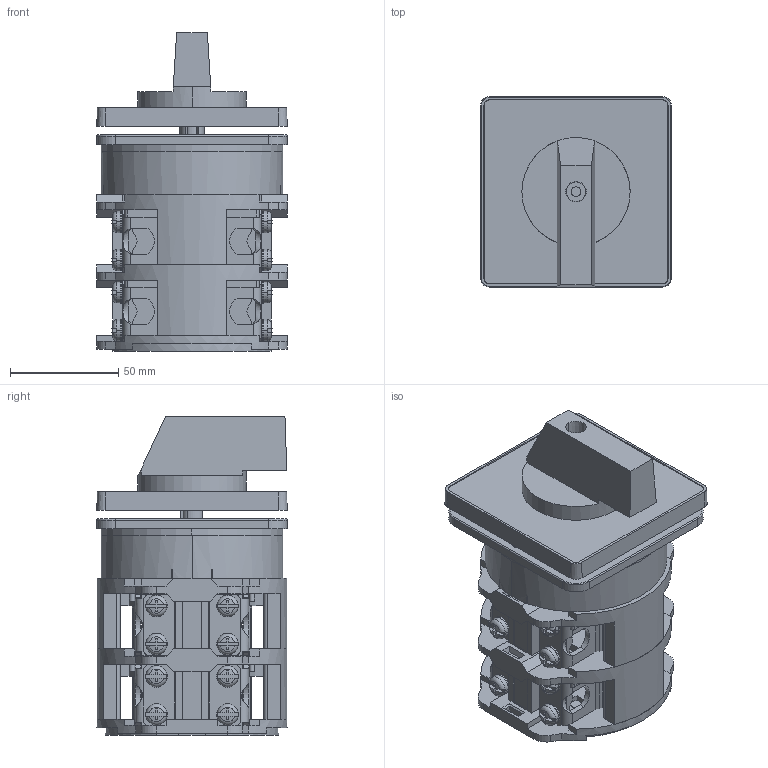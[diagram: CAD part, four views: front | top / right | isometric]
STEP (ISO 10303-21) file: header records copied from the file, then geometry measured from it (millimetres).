
FILE_DESCRIPTION(('Creo Elements/Direct Modeling STEP Export'),'2;1');
FILE_NAME('C125TM_02FL_600_E.stp','2021-02-16T21:34:17',(''),(''),'PTC Creo Elements/Direct Modeling STEP processor for AP214 (Solid Model)','PTC Creo Elements/Direct Modeling 19.0A 04-Oct-2014 (C) Parametric Technology GmbH','');
FILE_SCHEMA(('AUTOMOTIVE_DESIGN { 1 0 10303 214 1 1 1 1 }'));
Length unit declared in the file: millimetre
Products named in the file (13): S2C-M001-11; S2-Frontplatte; S2-RW_1; S2-RW; C125-Abdeckel; C125-Flucht-2p; C125-A203; S2-G251_1; S2-G251; S2-FSR; S2-FS; S2-FSR-I_Griff; C125TM_02FL_600_E
Assembly tree (13 placements, depth 4):
  C125TM_02FL_600_E
    S2-FSR-I_Griff
      S2-FS
      S2-FSR
      S2-G251
        S2-G251_1
    C125-A203
      C125-Flucht-2p  x2
      C125-Abdeckel
      S2-RW
        S2-RW_1
      S2-Frontplatte
      S2C-M001-11
Bounding box: 88 x 88 x 147.3 mm (x, y, z)
Volume: 409987.9 mm3; surface area: 199061.2 mm2
Topology: 9 solids, 9 shells, 2102 faces, 5908 edges, 3904 vertices
Faces by surface type: plane 1340, cylinder 529, cone 119, torus 42, bspline 40, sphere 32
Entity records: 59835 total; most frequent: CARTESIAN_POINT 12889, ORIENTED_EDGE 8268, DIRECTION 7450, EDGE_CURVE 4134, VERTEX_POINT 2738, VECTOR 2660, LINE 2660, AXIS2_PLACEMENT_3D 2395
